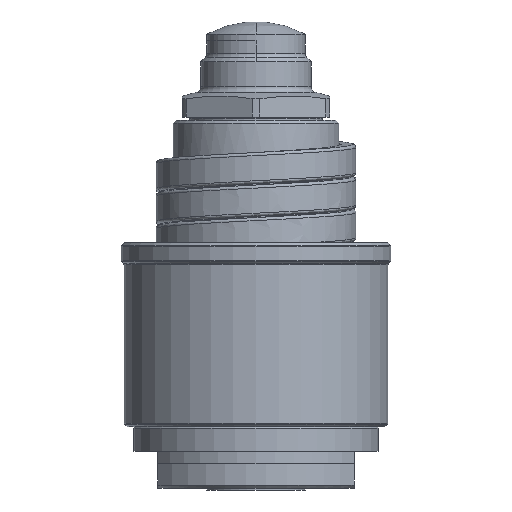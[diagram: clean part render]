
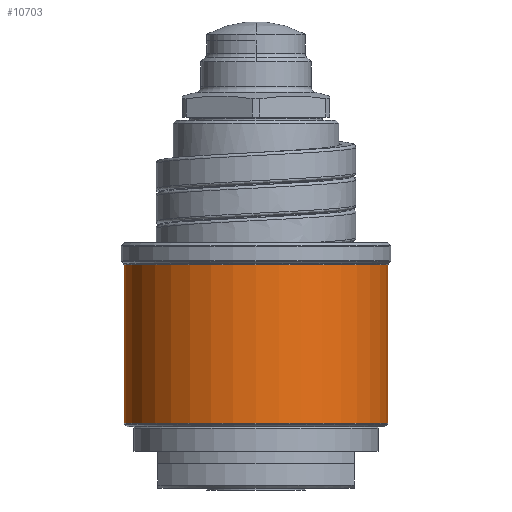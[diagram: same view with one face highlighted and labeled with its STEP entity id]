
A CAD part, front view. The second image highlights one B-rep face of the part: STEP entity #10703.
In plain terms, the highlighted cylindrical face has radius 21.5 mm (diameter 43 mm), a partial arc.
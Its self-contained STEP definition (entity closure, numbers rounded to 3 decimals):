
#3279=CARTESIAN_POINT('',(0.,0.,10.583));
#3280=DIRECTION('',(0.,0.,1.));
#3281=DIRECTION('',(-1.,0.,0.));
#3282=AXIS2_PLACEMENT_3D('',#3279,#3280,#3281);
#3284=DIRECTION('',(0.,0.,-1.));
#3285=VECTOR('',#3284,25.834);
#3286=CARTESIAN_POINT('',(-21.5,0.,36.417));
#3287=LINE('',#3286,#3285);
#3288=CARTESIAN_POINT('',(0.,0.,36.417));
#3289=DIRECTION('',(0.,0.,1.));
#3290=DIRECTION('',(-1.,0.,0.));
#3291=AXIS2_PLACEMENT_3D('',#3288,#3289,#3290);
#3293=DIRECTION('',(0.,0.,-1.));
#3294=VECTOR('',#3293,25.834);
#3295=CARTESIAN_POINT('',(21.5,0.,36.417));
#3296=LINE('',#3295,#3294);
#6029=CARTESIAN_POINT('',(21.5,0.,36.417));
#6030=CARTESIAN_POINT('',(-21.5,0.,36.417));
#6031=VERTEX_POINT('',#6029);
#6032=VERTEX_POINT('',#6030);
#6055=CARTESIAN_POINT('',(21.5,0.,10.583));
#6056=VERTEX_POINT('',#6055);
#6057=CARTESIAN_POINT('',(-21.5,0.,10.583));
#6058=VERTEX_POINT('',#6057);
#10691=CARTESIAN_POINT('',(0.,0.,8.5));
#10692=DIRECTION('',(0.,0.,1.));
#10693=DIRECTION('',(-1.,0.,0.));
#10694=AXIS2_PLACEMENT_3D('',#10691,#10692,#10693);
#10695=CYLINDRICAL_SURFACE('',#10694,21.5);
#10696=ORIENTED_EDGE('',*,*,#8248,.F.);
#10697=ORIENTED_EDGE('',*,*,#8229,.F.);
#10699=ORIENTED_EDGE('',*,*,#10698,.T.);
#10700=ORIENTED_EDGE('',*,*,#8225,.T.);
#10701=EDGE_LOOP('',(#10696,#10697,#10699,#10700));
#10702=FACE_OUTER_BOUND('',#10701,.F.);
#3283=CIRCLE('',#3282,21.5);
#3292=CIRCLE('',#3291,21.5);
#8225=EDGE_CURVE('',#6031,#6056,#3296,.T.);
#8229=EDGE_CURVE('',#6032,#6058,#3287,.T.);
#8248=EDGE_CURVE('',#6058,#6056,#3283,.T.);
#10698=EDGE_CURVE('',#6032,#6031,#3292,.T.);
#10703=ADVANCED_FACE('',(#10702),#10695,.T.);
